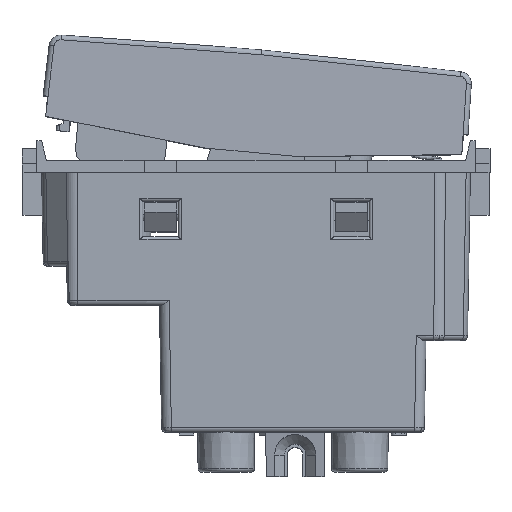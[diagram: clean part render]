
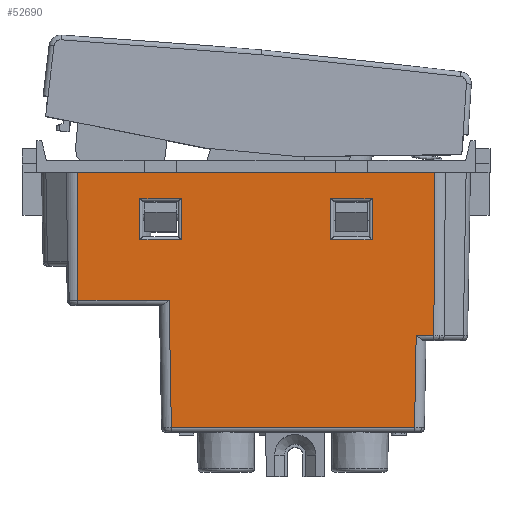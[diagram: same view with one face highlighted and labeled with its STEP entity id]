
A CAD part, top view. The second image highlights one B-rep face of the part: STEP entity #52690.
In plain terms, the highlighted planar face has unit normal (0, -0.018, 1).
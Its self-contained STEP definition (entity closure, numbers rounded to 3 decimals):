
#742 = EDGE_LOOP ( 'NONE', ( #66184, #39229, #75297, #38337 ) ) ;
#2697 = EDGE_CURVE ( 'NONE', #9189, #55605, #55707, .T. ) ;
#2752 = ORIENTED_EDGE ( 'NONE', *, *, #63124, .T. ) ;
#2756 = VECTOR ( 'NONE', #47686, 1000. ) ;
#2837 = EDGE_CURVE ( 'NONE', #5302, #19155, #17401, .T. ) ;
#4214 = CARTESIAN_POINT ( 'NONE',  ( 0., 9.9, 10.9 ) ) ;
#4740 = VERTEX_POINT ( 'NONE', #26590 ) ;
#4755 = LINE ( 'NONE', #11849, #19784 ) ;
#4925 = VECTOR ( 'NONE', #58613, 1000. ) ;
#5105 = CARTESIAN_POINT ( 'NONE',  ( 11.85, 7.195, 10.853 ) ) ;
#5254 = ORIENTED_EDGE ( 'NONE', *, *, #5720, .F. ) ;
#5302 = VERTEX_POINT ( 'NONE', #23463 ) ;
#5720 = EDGE_CURVE ( 'NONE', #9189, #60507, #61572, .T. ) ;
#6778 = DIRECTION ( 'NONE',  ( 1., 0., 0. ) ) ;
#8161 = EDGE_CURVE ( 'NONE', #52053, #39446, #18049, .T. ) ;
#8552 = VERTEX_POINT ( 'NONE', #31742 ) ;
#9189 = VERTEX_POINT ( 'NONE', #39815 ) ;
#9240 = EDGE_CURVE ( 'NONE', #8552, #68007, #49112, .T. ) ;
#9827 = LINE ( 'NONE', #23469, #34909 ) ;
#10220 = ORIENTED_EDGE ( 'NONE', *, *, #64127, .T. ) ;
#10673 = EDGE_CURVE ( 'NONE', #81917, #62754, #4755, .T. ) ;
#10873 = CARTESIAN_POINT ( 'NONE',  ( 0., -6.809, 10.608 ) ) ;
#11100 = VECTOR ( 'NONE', #6778, 1000. ) ;
#11849 = CARTESIAN_POINT ( 'NONE',  ( -11.55, 2.995, 10.779 ) ) ;
#12587 = CARTESIAN_POINT ( 'NONE',  ( -18.184, -3.209, 10.671 ) ) ;
#12878 = LINE ( 'NONE', #31665, #25913 ) ;
#13096 = VECTOR ( 'NONE', #59367, 1000. ) ;
#13699 = CARTESIAN_POINT ( 'NONE',  ( -7.95, 7.195, 10.853 ) ) ;
#13704 = EDGE_LOOP ( 'NONE', ( #61118, #75518, #2752, #70585 ) ) ;
#16037 = LINE ( 'NONE', #78340, #13096 ) ;
#16935 = EDGE_CURVE ( 'NONE', #19873, #4740, #64110, .T. ) ;
#17229 = ORIENTED_EDGE ( 'NONE', *, *, #16935, .T. ) ;
#17401 = LINE ( 'NONE', #20711, #66621 ) ;
#17753 = CARTESIAN_POINT ( 'NONE',  ( 0., 9.9, 10.9 ) ) ;
#18049 = LINE ( 'NONE', #26329, #11100 ) ;
#18320 = LINE ( 'NONE', #72396, #77529 ) ;
#19053 = DIRECTION ( 'NONE',  ( 1., 0., 0. ) ) ;
#19155 = VERTEX_POINT ( 'NONE', #55210 ) ;
#19784 = VECTOR ( 'NONE', #56212, 1000. ) ;
#19873 = VERTEX_POINT ( 'NONE', #55114 ) ;
#20372 = ORIENTED_EDGE ( 'NONE', *, *, #48517, .T. ) ;
#20432 = CARTESIAN_POINT ( 'NONE',  ( 16.359, -6.809, 10.608 ) ) ;
#20711 = CARTESIAN_POINT ( 'NONE',  ( 7.95, 2.995, 10.779 ) ) ;
#21938 = DIRECTION ( 'NONE',  ( 0.017, -1., -0.017 ) ) ;
#22664 = PLANE ( 'NONE',  #69514 ) ;
#22883 = VECTOR ( 'NONE', #68920, 1000. ) ;
#23463 = CARTESIAN_POINT ( 'NONE',  ( 11.85, 2.995, 10.779 ) ) ;
#23469 = CARTESIAN_POINT ( 'NONE',  ( 18.279, 9.904, 10.9 ) ) ;
#24650 = FACE_BOUND ( 'NONE', #13704, .T. ) ;
#25913 = VECTOR ( 'NONE', #19053, 1000. ) ;
#26329 = CARTESIAN_POINT ( 'NONE',  ( 11.55, 7.195, 10.853 ) ) ;
#26590 = CARTESIAN_POINT ( 'NONE',  ( -8.644, -16.209, 10.444 ) ) ;
#30508 = VECTOR ( 'NONE', #77623, 1000. ) ;
#30962 = CARTESIAN_POINT ( 'NONE',  ( 18.158, -6.809, 10.608 ) ) ;
#31665 = CARTESIAN_POINT ( 'NONE',  ( 16.186, -16.209, 10.444 ) ) ;
#31742 = CARTESIAN_POINT ( 'NONE',  ( -11.85, 7.195, 10.853 ) ) ;
#32388 = CARTESIAN_POINT ( 'NONE',  ( 18.279, 9.9, 10.9 ) ) ;
#32878 = EDGE_CURVE ( 'NONE', #72010, #58641, #82997, .T. ) ;
#32992 = VECTOR ( 'NONE', #21938, 1000. ) ;
#34748 = FACE_OUTER_BOUND ( 'NONE', #63773, .T. ) ;
#34909 = VECTOR ( 'NONE', #81976, 1000. ) ;
#35110 = LINE ( 'NONE', #67831, #79149 ) ;
#37081 = EDGE_CURVE ( 'NONE', #68007, #81917, #52997, .T. ) ;
#37682 = DIRECTION ( 'NONE',  ( 1., 0., 0. ) ) ;
#38337 = ORIENTED_EDGE ( 'NONE', *, *, #70670, .T. ) ;
#39229 = ORIENTED_EDGE ( 'NONE', *, *, #37081, .T. ) ;
#39446 = VERTEX_POINT ( 'NONE', #5105 ) ;
#39567 = ORIENTED_EDGE ( 'NONE', *, *, #65007, .T. ) ;
#39815 = CARTESIAN_POINT ( 'NONE',  ( -18.279, 9.9, 10.9 ) ) ;
#40378 = ORIENTED_EDGE ( 'NONE', *, *, #2697, .T. ) ;
#40416 = DIRECTION ( 'NONE',  ( -1., 0., 0. ) ) ;
#40463 = CARTESIAN_POINT ( 'NONE',  ( 16.194, -16.209, 10.444 ) ) ;
#40581 = ORIENTED_EDGE ( 'NONE', *, *, #54936, .T. ) ;
#41550 = DIRECTION ( 'NONE',  ( 0., -0.017, 1. ) ) ;
#42569 = VERTEX_POINT ( 'NONE', #40463 ) ;
#42796 = CARTESIAN_POINT ( 'NONE',  ( -7.65, 2.995, 10.779 ) ) ;
#44816 = CARTESIAN_POINT ( 'NONE',  ( -7.65, 7.195, 10.853 ) ) ;
#46310 = CARTESIAN_POINT ( 'NONE',  ( -11.85, 2.995, 10.779 ) ) ;
#47686 = DIRECTION ( 'NONE',  ( 0., -1., -0.017 ) ) ;
#48241 = CARTESIAN_POINT ( 'NONE',  ( -7.65, 3.3, 10.785 ) ) ;
#48517 = EDGE_CURVE ( 'NONE', #4740, #42569, #12878, .T. ) ;
#49112 = LINE ( 'NONE', #13699, #4925 ) ;
#52053 = VERTEX_POINT ( 'NONE', #80774 ) ;
#52690 = ADVANCED_FACE ( 'NONE', ( #24650, #72900, #34748 ), #22664, .T. ) ;
#52997 = LINE ( 'NONE', #48241, #2756 ) ;
#54253 = CARTESIAN_POINT ( 'NONE',  ( -9.097, 9.741, 10.897 ) ) ;
#54936 = EDGE_CURVE ( 'NONE', #55605, #19873, #79608, .T. ) ;
#55114 = CARTESIAN_POINT ( 'NONE',  ( -8.871, -3.209, 10.671 ) ) ;
#55210 = CARTESIAN_POINT ( 'NONE',  ( 7.65, 2.995, 10.779 ) ) ;
#55349 = VECTOR ( 'NONE', #67182, 1000. ) ;
#55605 = VERTEX_POINT ( 'NONE', #12587 ) ;
#55707 = LINE ( 'NONE', #64811, #30508 ) ;
#56212 = DIRECTION ( 'NONE',  ( -1., 0., 0. ) ) ;
#57557 = VECTOR ( 'NONE', #37682, 1000. ) ;
#58613 = DIRECTION ( 'NONE',  ( 1., 0., 0. ) ) ;
#58641 = VERTEX_POINT ( 'NONE', #30962 ) ;
#59367 = DIRECTION ( 'NONE',  ( 0., 1., 0.017 ) ) ;
#59936 = CARTESIAN_POINT ( 'NONE',  ( 7.65, 6.9, 10.848 ) ) ;
#60507 = VERTEX_POINT ( 'NONE', #32388 ) ;
#61118 = ORIENTED_EDGE ( 'NONE', *, *, #61364, .T. ) ;
#61364 = EDGE_CURVE ( 'NONE', #39446, #5302, #18320, .T. ) ;
#61424 = DIRECTION ( 'NONE',  ( 0.017, 1., 0.017 ) ) ;
#61572 = LINE ( 'NONE', #17753, #57557 ) ;
#61702 = DIRECTION ( 'NONE',  ( 0., -1., -0.017 ) ) ;
#62754 = VERTEX_POINT ( 'NONE', #46310 ) ;
#63124 = EDGE_CURVE ( 'NONE', #19155, #52053, #72363, .T. ) ;
#63773 = EDGE_LOOP ( 'NONE', ( #17229, #20372, #10220, #71544, #39567, #5254, #40378, #40581 ) ) ;
#64110 = LINE ( 'NONE', #54253, #32992 ) ;
#64127 = EDGE_CURVE ( 'NONE', #42569, #72010, #35110, .T. ) ;
#64811 = CARTESIAN_POINT ( 'NONE',  ( -18.18, -3.696, 10.663 ) ) ;
#65007 = EDGE_CURVE ( 'NONE', #58641, #60507, #9827, .T. ) ;
#66184 = ORIENTED_EDGE ( 'NONE', *, *, #9240, .T. ) ;
#66621 = VECTOR ( 'NONE', #40416, 1000. ) ;
#67182 = DIRECTION ( 'NONE',  ( 0., 1., 0.017 ) ) ;
#67831 = CARTESIAN_POINT ( 'NONE',  ( 16.645, 9.61, 10.895 ) ) ;
#68007 = VERTEX_POINT ( 'NONE', #44816 ) ;
#68920 = DIRECTION ( 'NONE',  ( 1., 0., 0. ) ) ;
#69514 = AXIS2_PLACEMENT_3D ( 'NONE', #4214, #41550, #61702 ) ;
#70585 = ORIENTED_EDGE ( 'NONE', *, *, #8161, .T. ) ;
#70670 = EDGE_CURVE ( 'NONE', #62754, #8552, #16037, .T. ) ;
#71544 = ORIENTED_EDGE ( 'NONE', *, *, #32878, .T. ) ;
#72010 = VERTEX_POINT ( 'NONE', #20432 ) ;
#72363 = LINE ( 'NONE', #59936, #55349 ) ;
#72396 = CARTESIAN_POINT ( 'NONE',  ( 11.85, 3.3, 10.785 ) ) ;
#72900 = FACE_BOUND ( 'NONE', #742, .T. ) ;
#74104 = CARTESIAN_POINT ( 'NONE',  ( 0., -3.209, 10.671 ) ) ;
#75297 = ORIENTED_EDGE ( 'NONE', *, *, #10673, .T. ) ;
#75518 = ORIENTED_EDGE ( 'NONE', *, *, #2837, .T. ) ;
#75979 = DIRECTION ( 'NONE',  ( 1., 0., 0. ) ) ;
#77529 = VECTOR ( 'NONE', #79887, 1000. ) ;
#77592 = VECTOR ( 'NONE', #75979, 1000. ) ;
#77623 = DIRECTION ( 'NONE',  ( 0.007, -1., -0.017 ) ) ;
#78340 = CARTESIAN_POINT ( 'NONE',  ( -11.85, 6.9, 10.848 ) ) ;
#79149 = VECTOR ( 'NONE', #61424, 1000. ) ;
#79608 = LINE ( 'NONE', #74104, #77592 ) ;
#79887 = DIRECTION ( 'NONE',  ( 0., -1., -0.017 ) ) ;
#80774 = CARTESIAN_POINT ( 'NONE',  ( 7.65, 7.195, 10.853 ) ) ;
#81917 = VERTEX_POINT ( 'NONE', #42796 ) ;
#81976 = DIRECTION ( 'NONE',  ( 0.007, 1., 0.017 ) ) ;
#82997 = LINE ( 'NONE', #10873, #22883 ) ;
